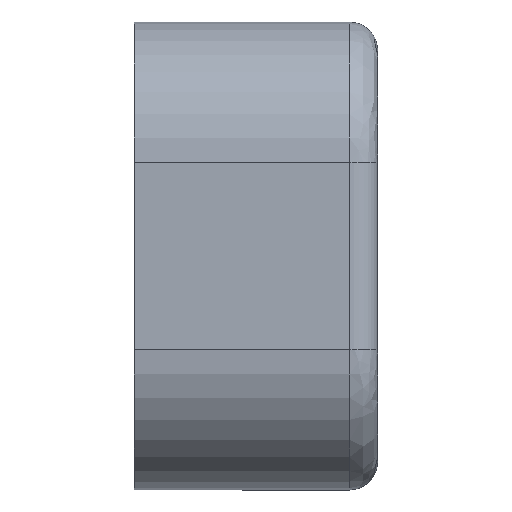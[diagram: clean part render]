
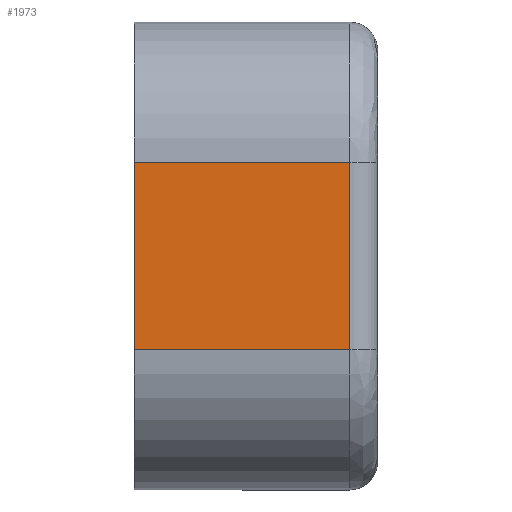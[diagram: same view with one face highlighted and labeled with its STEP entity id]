
A CAD part, left-side view. The second image highlights one B-rep face of the part: STEP entity #1973.
In plain terms, the highlighted planar face has unit normal (-1, 0, 0).
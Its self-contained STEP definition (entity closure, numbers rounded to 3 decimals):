
#81 = CARTESIAN_POINT ( 'NONE',  ( -5.45, 1.3, -2.5 ) ) ;
#164 = DIRECTION ( 'NONE',  ( 0., -1., 0. ) ) ;
#240 = DIRECTION ( 'NONE',  ( 0., 0., 1. ) ) ;
#283 = PLANE ( 'NONE',  #377 ) ;
#320 = VECTOR ( 'NONE', #1884, 1000. ) ;
#377 = AXIS2_PLACEMENT_3D ( 'NONE', #1539, #612, #1689 ) ;
#383 = VECTOR ( 'NONE', #979, 1000. ) ;
#399 = VERTEX_POINT ( 'NONE', #664 ) ;
#500 = CARTESIAN_POINT ( 'NONE',  ( -5.45, -1., -2.5 ) ) ;
#562 = ORIENTED_EDGE ( 'NONE', *, *, #1744, .F. ) ;
#612 = DIRECTION ( 'NONE',  ( -1., 0., 0. ) ) ;
#619 = EDGE_CURVE ( 'NONE', #399, #1068, #1828, .T. ) ;
#642 = VECTOR ( 'NONE', #164, 1000. ) ;
#660 = CARTESIAN_POINT ( 'NONE',  ( -5.45, -1., -1. ) ) ;
#664 = CARTESIAN_POINT ( 'NONE',  ( -5.45, 1.3, -1. ) ) ;
#733 = CARTESIAN_POINT ( 'NONE',  ( -5.45, -1., 1. ) ) ;
#760 = VERTEX_POINT ( 'NONE', #1892 ) ;
#781 = CARTESIAN_POINT ( 'NONE',  ( -5.45, 1.3, -1. ) ) ;
#935 = FACE_OUTER_BOUND ( 'NONE', #1522, .T. ) ;
#979 = DIRECTION ( 'NONE',  ( 0., -1., 0. ) ) ;
#1068 = VERTEX_POINT ( 'NONE', #660 ) ;
#1077 = EDGE_CURVE ( 'NONE', #1068, #1425, #1163, .T. ) ;
#1123 = ORIENTED_EDGE ( 'NONE', *, *, #1553, .F. ) ;
#1129 = ORIENTED_EDGE ( 'NONE', *, *, #1077, .T. ) ;
#1163 = LINE ( 'NONE', #500, #320 ) ;
#1221 = LINE ( 'NONE', #1880, #383 ) ;
#1362 = VECTOR ( 'NONE', #240, 1000. ) ;
#1425 = VERTEX_POINT ( 'NONE', #733 ) ;
#1522 = EDGE_LOOP ( 'NONE', ( #1826, #1129, #1123, #562 ) ) ;
#1539 = CARTESIAN_POINT ( 'NONE',  ( -5.45, 1.3, -2.5 ) ) ;
#1553 = EDGE_CURVE ( 'NONE', #760, #1425, #1221, .T. ) ;
#1689 = DIRECTION ( 'NONE',  ( 0., 0., 1. ) ) ;
#1744 = EDGE_CURVE ( 'NONE', #399, #760, #1752, .T. ) ;
#1752 = LINE ( 'NONE', #81, #1362 ) ;
#1826 = ORIENTED_EDGE ( 'NONE', *, *, #619, .T. ) ;
#1828 = LINE ( 'NONE', #781, #642 ) ;
#1880 = CARTESIAN_POINT ( 'NONE',  ( -5.45, 1.319, 1. ) ) ;
#1884 = DIRECTION ( 'NONE',  ( 0., 0., 1. ) ) ;
#1892 = CARTESIAN_POINT ( 'NONE',  ( -5.45, 1.3, 1. ) ) ;
#1973 = ADVANCED_FACE ( 'NONE', ( #935 ), #283, .T. ) ;
